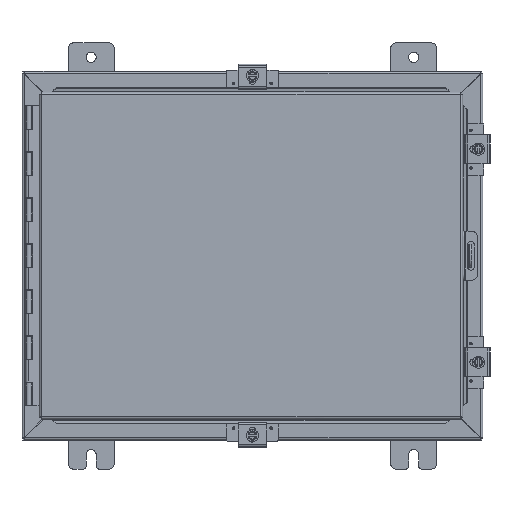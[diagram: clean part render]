
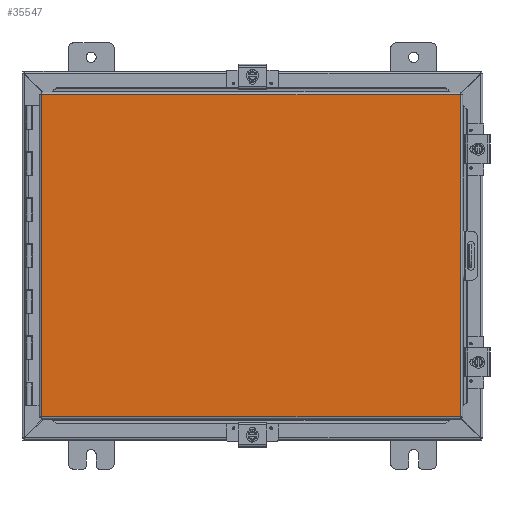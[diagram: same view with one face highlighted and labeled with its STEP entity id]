
A CAD part, top view. The second image highlights one B-rep face of the part: STEP entity #35547.
In plain terms, the highlighted face is planar.
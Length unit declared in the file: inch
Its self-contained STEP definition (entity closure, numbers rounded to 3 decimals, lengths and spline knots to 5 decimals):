
#3360 = DIRECTION ( 'NONE',  ( 0., 1., 0. ) ) ;
#3568 = CARTESIAN_POINT ( 'NONE',  ( -9.08225, -6.9885, 0. ) ) ;
#3863 = ORIENTED_EDGE ( 'NONE', *, *, #24956, .T. ) ;
#3937 = CARTESIAN_POINT ( 'NONE',  ( -9.08225, -6.9885, 0. ) ) ;
#4644 = CARTESIAN_POINT ( 'NONE',  ( 9.08225, 6.9885, 0. ) ) ;
#4956 = ORIENTED_EDGE ( 'NONE', *, *, #22118, .T. ) ;
#5219 = ORIENTED_EDGE ( 'NONE', *, *, #25262, .T. ) ;
#5379 = ORIENTED_EDGE ( 'NONE', *, *, #23472, .T. ) ;
#8585 = DIRECTION ( 'NONE',  ( 1., 0., 0. ) ) ;
#8792 = CARTESIAN_POINT ( 'NONE',  ( 0., 0., 0. ) ) ;
#8874 = DIRECTION ( 'NONE',  ( 0., 0., 1. ) ) ;
#9181 = DIRECTION ( 'NONE',  ( -1., 0., 0. ) ) ;
#9353 = CARTESIAN_POINT ( 'NONE',  ( 9.08225, -6.9885, 0. ) ) ;
#9410 = LINE ( 'NONE', #18946, #9443 ) ;
#9443 = VECTOR ( 'NONE', #20149, 39.37008 ) ;
#9508 = PLANE ( 'NONE',  #24954 ) ;
#15703 = VECTOR ( 'NONE', #3360, 39.37008 ) ;
#18946 = CARTESIAN_POINT ( 'NONE',  ( 9.08225, 6.9885, 0. ) ) ;
#19102 = LINE ( 'NONE', #3937, #15703 ) ;
#19230 = LINE ( 'NONE', #28140, #22803 ) ;
#20149 = DIRECTION ( 'NONE',  ( 0., -1., 0. ) ) ;
#20986 = CARTESIAN_POINT ( 'NONE',  ( -9.08225, 6.9885, 0. ) ) ;
#22118 = EDGE_CURVE ( 'NONE', #23235, #30046, #19230, .T. ) ;
#22803 = VECTOR ( 'NONE', #28809, 39.37008 ) ;
#23235 = VERTEX_POINT ( 'NONE', #20986 ) ;
#23472 = EDGE_CURVE ( 'NONE', #29639, #28666, #28287, .T. ) ;
#23633 = FACE_OUTER_BOUND ( 'NONE', #28769, .T. ) ;
#24421 = CARTESIAN_POINT ( 'NONE',  ( 9.08225, -6.9885, 0. ) ) ;
#24954 = AXIS2_PLACEMENT_3D ( 'NONE', #8792, #8874, #8585 ) ;
#24956 = EDGE_CURVE ( 'NONE', #28666, #23235, #19102, .T. ) ;
#25262 = EDGE_CURVE ( 'NONE', #30046, #29639, #9410, .T. ) ;
#28140 = CARTESIAN_POINT ( 'NONE',  ( -9.08225, 6.9885, 0. ) ) ;
#28182 = VECTOR ( 'NONE', #9181, 39.37008 ) ;
#28287 = LINE ( 'NONE', #9353, #28182 ) ;
#28666 = VERTEX_POINT ( 'NONE', #3568 ) ;
#28769 = EDGE_LOOP ( 'NONE', ( #3863, #4956, #5219, #5379 ) ) ;
#28809 = DIRECTION ( 'NONE',  ( 1., 0., 0. ) ) ;
#29639 = VERTEX_POINT ( 'NONE', #24421 ) ;
#30046 = VERTEX_POINT ( 'NONE', #4644 ) ;
#35547 = ADVANCED_FACE ( 'NONE', ( #23633 ), #9508, .F. ) ;
